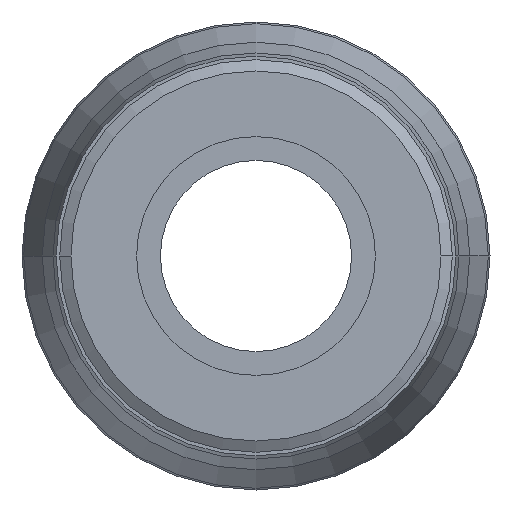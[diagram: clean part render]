
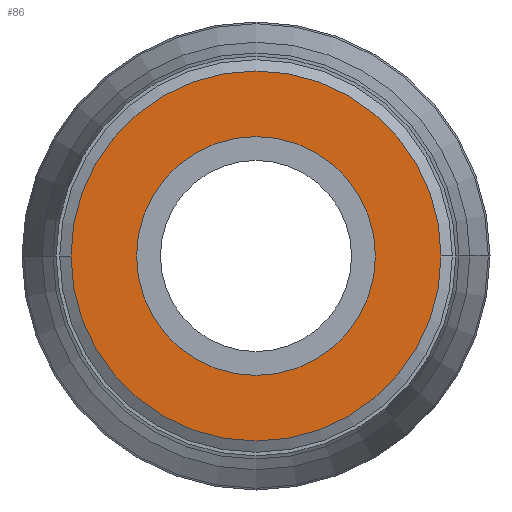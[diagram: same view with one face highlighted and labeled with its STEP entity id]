
A CAD part, left-side view. The second image highlights one B-rep face of the part: STEP entity #86.
In plain terms, the highlighted planar face has unit normal (-1, 0, 0).
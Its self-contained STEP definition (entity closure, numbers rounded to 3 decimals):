
#86=ADVANCED_FACE('',(#192,#193),#194,.T.);
#192=FACE_BOUND('',#320,.T.);
#193=FACE_OUTER_BOUND('',#321,.T.);
#194=PLANE('',#322);
#320=EDGE_LOOP('',(#643,#644));
#321=EDGE_LOOP('',(#645,#646));
#322=AXIS2_PLACEMENT_3D('',#647,#648,#649);
#643=ORIENTED_EDGE('',*,*,#874,.T.);
#644=ORIENTED_EDGE('',*,*,#864,.T.);
#645=ORIENTED_EDGE('',*,*,#835,.F.);
#646=ORIENTED_EDGE('',*,*,#884,.F.);
#647=CARTESIAN_POINT('',(-35.052,2.459,0.0));
#648=DIRECTION('',(-1.0,-0.0,0.0));
#649=DIRECTION('',(0.0,-1.0,-0.0));
#835=EDGE_CURVE('',#992,#994,#995,.T.);
#864=EDGE_CURVE('',#1042,#1046,#1048,.T.);
#874=EDGE_CURVE('',#1046,#1042,#1062,.T.);
#884=EDGE_CURVE('',#994,#992,#1072,.T.);
#992=VERTEX_POINT('',#1212);
#994=VERTEX_POINT('',#1215);
#995=CIRCLE('',#1216,4.918);
#1042=VERTEX_POINT('',#1278);
#1046=VERTEX_POINT('',#1283);
#1048=CIRCLE('',#1286,3.175);
#1062=CIRCLE('',#1302,3.175);
#1072=CIRCLE('',#1312,4.918);
#1212=CARTESIAN_POINT('',(-35.052,4.918,0.0));
#1215=CARTESIAN_POINT('',(-35.052,-4.918,0.));
#1216=AXIS2_PLACEMENT_3D('',#1421,#1422,#1423);
#1278=CARTESIAN_POINT('',(-35.052,0.,-3.175));
#1283=CARTESIAN_POINT('',(-35.052,0.,3.175));
#1286=AXIS2_PLACEMENT_3D('',#1474,#1475,#1476);
#1302=AXIS2_PLACEMENT_3D('',#1500,#1501,#1502);
#1312=AXIS2_PLACEMENT_3D('',#1530,#1531,#1532);
#1421=CARTESIAN_POINT('',(-35.052,0.0,0.0));
#1422=DIRECTION('',(1.0,0.0,0.0));
#1423=DIRECTION('',(0.0,1.0,0.0));
#1474=CARTESIAN_POINT('',(-35.052,0.0,0.0));
#1475=DIRECTION('',(1.0,0.0,0.0));
#1476=DIRECTION('',(0.0,0.0,-1.0));
#1500=CARTESIAN_POINT('',(-35.052,0.0,0.0));
#1501=DIRECTION('',(1.0,0.0,0.0));
#1502=DIRECTION('',(0.0,0.0,-1.0));
#1530=CARTESIAN_POINT('',(-35.052,0.0,0.0));
#1531=DIRECTION('',(1.0,0.0,0.0));
#1532=DIRECTION('',(0.0,1.0,0.0));
